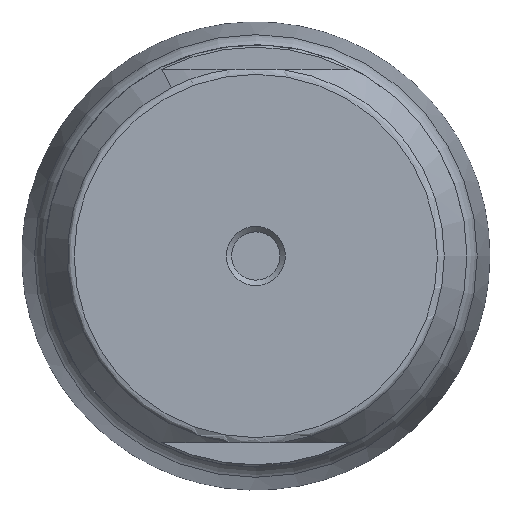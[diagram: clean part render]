
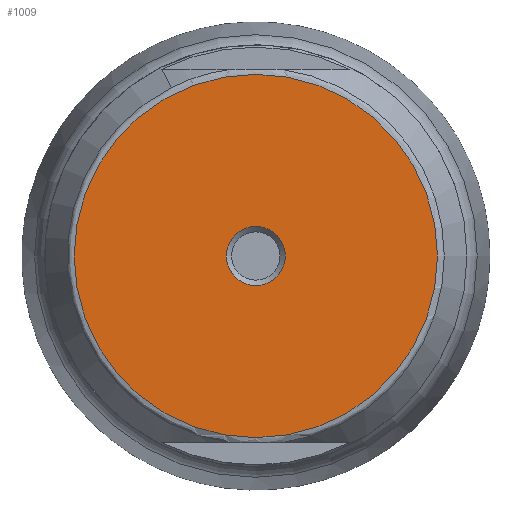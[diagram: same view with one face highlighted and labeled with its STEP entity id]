
A CAD part, front view. The second image highlights one B-rep face of the part: STEP entity #1009.
In plain terms, the highlighted planar face has unit normal (0, -1, 0).
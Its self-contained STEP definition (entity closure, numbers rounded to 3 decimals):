
#90=PLANE('',#1185);
#323=ORIENTED_EDGE('',*,*,#479,.F.);
#324=ORIENTED_EDGE('',*,*,#464,.T.);
#464=EDGE_CURVE('',#564,#564,#641,.T.);
#479=EDGE_CURVE('',#580,#580,#656,.T.);
#564=VERTEX_POINT('',#1753);
#580=VERTEX_POINT('',#1800);
#641=CIRCLE('',#1155,9.249);
#656=CIRCLE('',#1186,1.5);
#762=EDGE_LOOP('',(#323));
#763=EDGE_LOOP('',(#324));
#897=FACE_BOUND('',#762,.T.);
#898=FACE_BOUND('',#763,.T.);
#1009=ADVANCED_FACE('',(#897,#898),#90,.F.);
#1155=AXIS2_PLACEMENT_3D('',#1752,#1389,#1390);
#1185=AXIS2_PLACEMENT_3D('',#1798,#1449,#1450);
#1186=AXIS2_PLACEMENT_3D('',#1799,#1451,#1452);
#1389=DIRECTION('',(0.,-1.,0.));
#1390=DIRECTION('',(0.,0.,-1.));
#1449=DIRECTION('',(0.,1.,0.));
#1450=DIRECTION('',(0.,0.,1.));
#1451=DIRECTION('',(0.,-1.,0.));
#1452=DIRECTION('',(0.,0.,-1.));
#1752=CARTESIAN_POINT('',(0.,-32.7,0.));
#1753=CARTESIAN_POINT('',(0.,-32.7,-9.249));
#1798=CARTESIAN_POINT('',(9.249,-32.7,0.));
#1799=CARTESIAN_POINT('',(0.,-32.7,0.));
#1800=CARTESIAN_POINT('',(0.,-32.7,-1.5));
